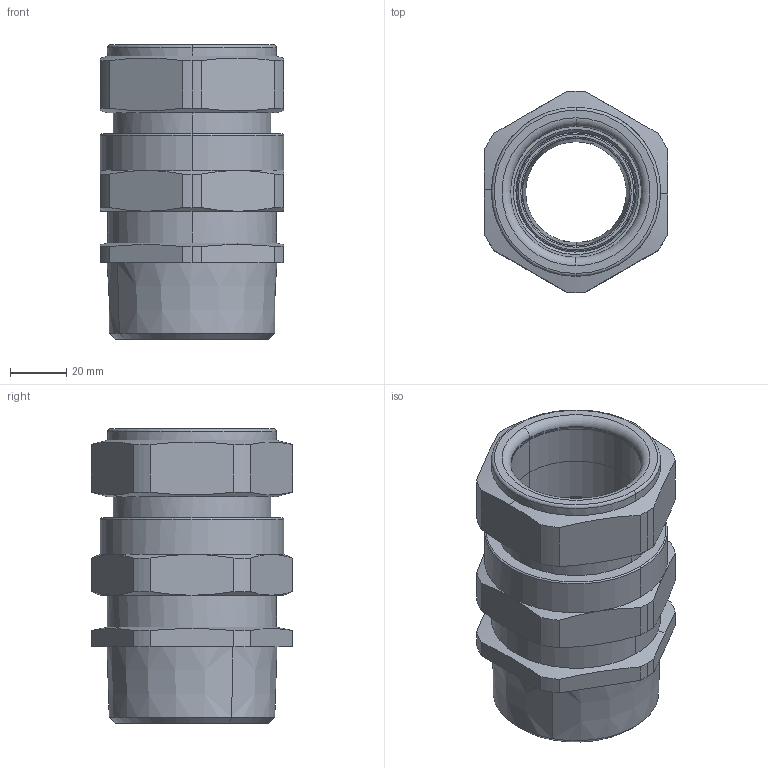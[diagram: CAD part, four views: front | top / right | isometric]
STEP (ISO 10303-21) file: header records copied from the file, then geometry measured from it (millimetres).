
FILE_DESCRIPTION(('CATIA V5 STEP Exchange','CAx-IF Rec.Pracs.--- Model Styling and Organization---1.4--- 2014-01-23'),'2;1');
FILE_NAME ('463965-1_0_1185250000_1185250000.stp','2022-06-13T07:43:12+00:00',('none'),('Weidmueller'),'CATIA Version 5-6 Release 2016 SP3 HF44','CATIA V5 STEP AP214','none');
FILE_SCHEMA(('AUTOMOTIVE_DESIGN { 1 0 10303 214 1 1 1 1 }'));
Length unit declared in the file: millimetre
Products named in the file (1): E1XZ/50S/NPT2-WM
Bounding box: 65 x 71.5 x 104.35 mm (x, y, z)
Volume: 173111.1 mm3; surface area: 71744.1 mm2
Topology: 3 solids, 3 shells, 200 faces, 470 edges, 290 vertices
Faces by surface type: cylinder 70, cone 60, plane 38, torus 32
Entity records: 5465 total; most frequent: CARTESIAN_POINT 1265, ORIENTED_EDGE 940, DIRECTION 674, EDGE_CURVE 470, AXIS2_PLACEMENT_3D 404, VERTEX_POINT 290, CIRCLE 274, EDGE_LOOP 220
